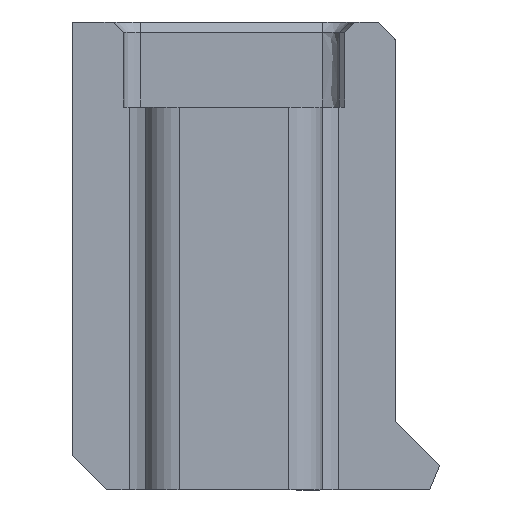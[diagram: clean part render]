
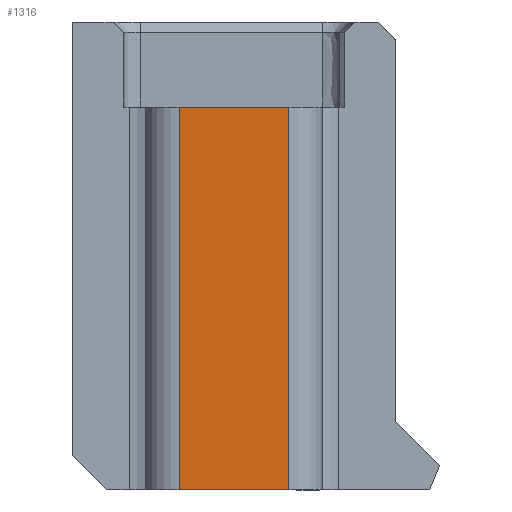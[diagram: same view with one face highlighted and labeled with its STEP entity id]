
A CAD part, left-side view. The second image highlights one B-rep face of the part: STEP entity #1316.
In plain terms, the highlighted planar face has unit normal (-1, 0, 0).
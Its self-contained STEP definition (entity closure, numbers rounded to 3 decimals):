
#86=PLANE('',#1412);
#140=FACE_OUTER_BOUND('',#216,.T.);
#216=EDGE_LOOP('',(#963,#964,#965,#966));
#312=LINE('',#2041,#434);
#313=LINE('',#2045,#435);
#314=LINE('',#2047,#436);
#315=LINE('',#2048,#437);
#434=VECTOR('',#1600,10.);
#435=VECTOR('',#1605,10.);
#436=VECTOR('',#1606,10.);
#437=VECTOR('',#1607,10.);
#601=VERTEX_POINT('',#2038);
#602=VERTEX_POINT('',#2040);
#603=VERTEX_POINT('',#2044);
#604=VERTEX_POINT('',#2046);
#745=EDGE_CURVE('',#602,#601,#312,.T.);
#747=EDGE_CURVE('',#601,#603,#313,.T.);
#748=EDGE_CURVE('',#604,#603,#314,.T.);
#749=EDGE_CURVE('',#604,#602,#315,.T.);
#963=ORIENTED_EDGE('',*,*,#747,.T.);
#964=ORIENTED_EDGE('',*,*,#748,.F.);
#965=ORIENTED_EDGE('',*,*,#749,.T.);
#966=ORIENTED_EDGE('',*,*,#745,.T.);
#1316=ADVANCED_FACE('',(#140),#86,.T.);
#1412=AXIS2_PLACEMENT_3D('',#2043,#1603,#1604);
#1600=DIRECTION('',(0.,0.,-1.));
#1603=DIRECTION('center_axis',(-1.,0.,0.));
#1604=DIRECTION('ref_axis',(0.,1.,0.));
#1605=DIRECTION('',(0.,-1.,0.));
#1606=DIRECTION('',(0.,0.,-1.));
#1607=DIRECTION('',(0.,1.,0.));
#2038=CARTESIAN_POINT('',(268.072,-91.801,-22.171));
#2040=CARTESIAN_POINT('',(268.072,-91.801,0.329));
#2041=CARTESIAN_POINT('',(268.072,-91.801,5.329));
#2043=CARTESIAN_POINT('Origin',(268.072,-98.247,5.329));
#2044=CARTESIAN_POINT('',(268.072,-98.247,-22.171));
#2045=CARTESIAN_POINT('',(268.072,-99.711,-22.171));
#2046=CARTESIAN_POINT('',(268.072,-98.247,0.329));
#2047=CARTESIAN_POINT('',(268.072,-98.247,5.329));
#2048=CARTESIAN_POINT('',(268.072,-95.886,0.329));
